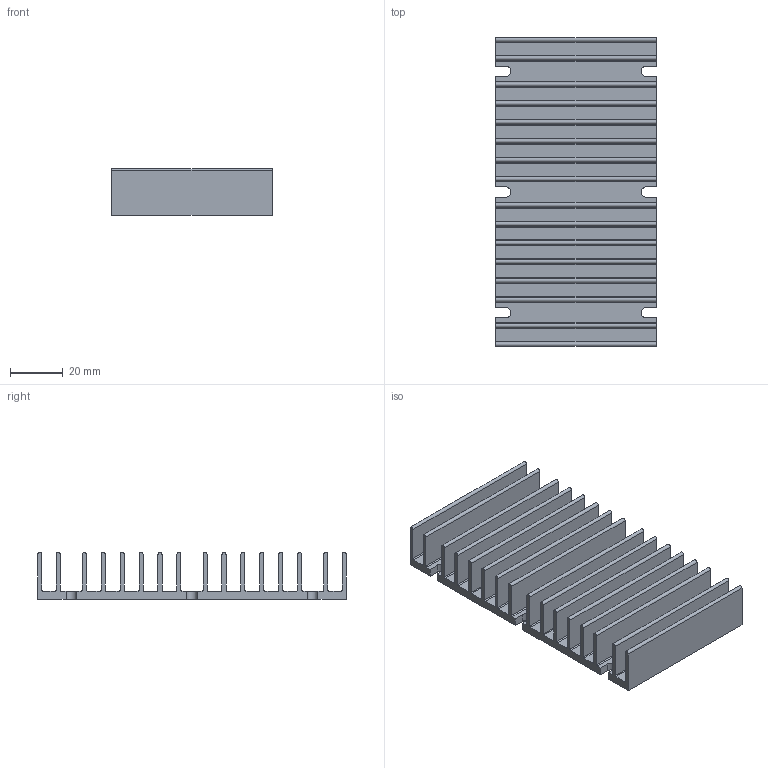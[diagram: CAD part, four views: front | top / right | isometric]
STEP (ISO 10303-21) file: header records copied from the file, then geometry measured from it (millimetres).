
FILE_DESCRIPTION (( 'STEP AP214' ), '1' );
FILE_NAME ('30193r2.STEP', '2011-06-30T14:54:29', ( 'Vicor User' ), ( 'Microsoft' ), 'SwSTEP 2.0', 'SolidWorks 2010', '' );
FILE_SCHEMA (( 'AUTOMOTIVE_DESIGN' ));
Length unit declared in the file: inch
Products named in the file (1): 30193r2
Bounding box: 60.96 x 116.84 x 17.78 mm (x, y, z)
Volume: 43730.7 mm3; surface area: 43576.5 mm2
Topology: 1 solids, 1 shells, 119 faces, 351 edges, 234 vertices
Faces by surface type: plane 68, cylinder 51
Entity records: 4027 total; most frequent: CARTESIAN_POINT 705, ORIENTED_EDGE 702, DIRECTION 693, EDGE_CURVE 351, LINE 249, VECTOR 249, VERTEX_POINT 234, AXIS2_PLACEMENT_3D 222
